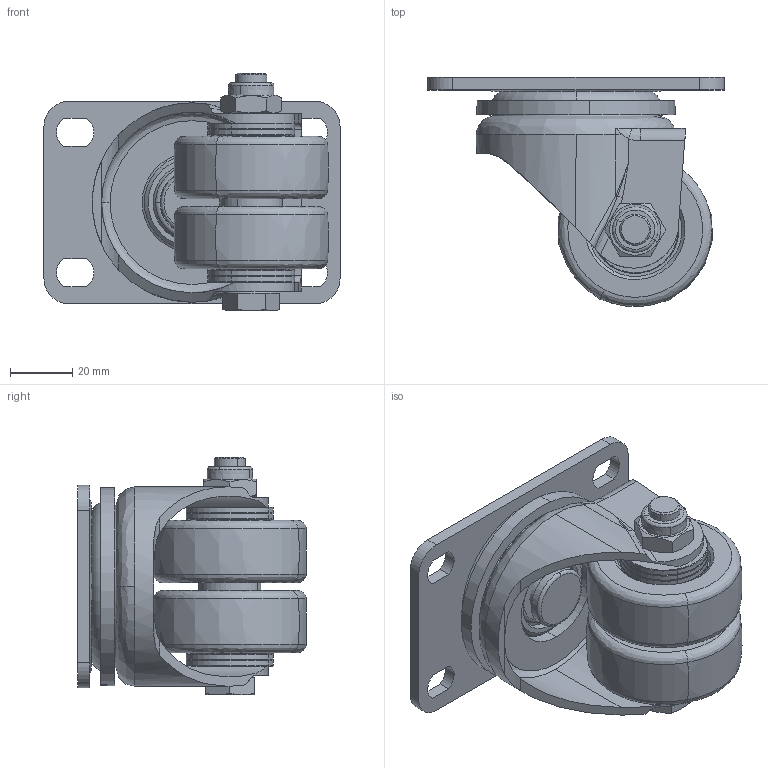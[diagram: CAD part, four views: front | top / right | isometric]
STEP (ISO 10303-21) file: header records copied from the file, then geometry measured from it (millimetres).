
FILE_DESCRIPTION (( 'STEP AP214' ), '1' );
FILE_NAME ('11090200802033.STEP', '2025-10-27T06:02:08', ( '' ), ( '' ), 'SwSTEP 2.0', 'SolidWorks 2024', '' );
FILE_SCHEMA (( 'AUTOMOTIVE_DESIGN' ));
Length unit declared in the file: millimetre
Products named in the file (10): ____ hex head bolts-fine pitch grade ab gb_GB_FASTENER_BOLT_HHBFPT A M10X1.25X70-N_2_11090200802073_1; 11090200802033; ____ 2x2____________6____A_O_11090200802073_1; ____ 2.5________________A_O_11090200802073_1; ____ ____M10__A_O_11090200802073_1; A11090200802073(2); ____ _T____A_O_11090200802073_1; ____ _____P(______A_O_11090200802073_1; ____ 2__ZQPU_____11090200802073_1; 39系列修改后防尘圈
Assembly tree (9 placements, depth 3):
  11090200802033
    A11090200802073(2)
      ____ _____P(______A_O_11090200802073_1
      ____ 2.5________________A_O_11090200802073_1
      ____ _T____A_O_11090200802073_1
      ____ hex head bolts-fine pitch grade ab gb_GB_FASTENER_BOLT_HHBFPT A M10X1.25X70-N_2_11090200802073_1
      ____ ____M10__A_O_11090200802073_1
      ____ 2__ZQPU_____11090200802073_1
      ____ 2x2____________6____A_O_11090200802073_1
    39系列修改后防尘圈
Bounding box: 95 x 73.47 x 76.22 mm (x, y, z)
Volume: 151191.6 mm3; surface area: 69271.3 mm2
Topology: 29 solids, 29 shells, 469 faces, 1093 edges, 617 vertices
Faces by surface type: cylinder 116, bspline 90, plane 85, sphere 84, cone 72, torus 22
Entity records: 16305 total; most frequent: CARTESIAN_POINT 5758, DIRECTION 2216, ORIENTED_EDGE 1926, AXIS2_PLACEMENT_3D 970, EDGE_CURVE 963, CIRCLE 578, VERTEX_POINT 575, EDGE_LOOP 516
